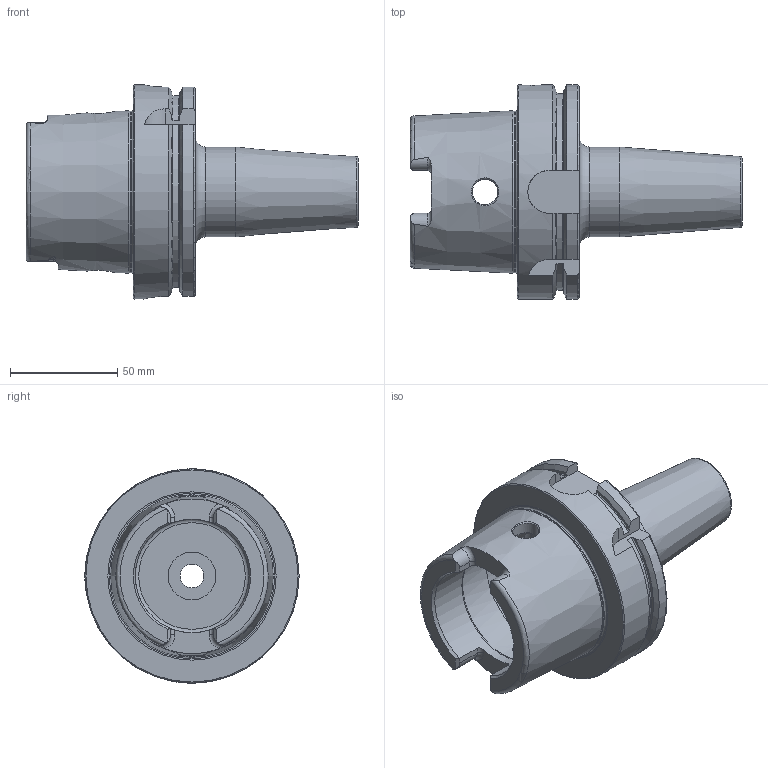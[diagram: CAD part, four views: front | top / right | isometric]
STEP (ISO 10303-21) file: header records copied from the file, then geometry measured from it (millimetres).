
FILE_DESCRIPTION(/* description */ (''),/* implementation_level */ '2;1');
FILE_NAME(/* name */ '04-1029-HSK100A-SFH19.05C-4.13.stp',/* time_stamp */ '2023-11-08T11:30:22+09:00',/* author */ ('YSH'),/* organization */ (''),/* preprocessor_version */ 'ST-DEVELOPER v19.2',/* originating_system */ 'Autodesk Inventor 2024',/* authorisation */ '');
FILE_SCHEMA (('AUTOMOTIVE_DESIGN { 1 0 10303 214 3 1 1 }'));
Length unit declared in the file: millimetre
Products named in the file (1): LO-HSK100A-SFH19.05C-4.13
Bounding box: 155 x 100 x 100 mm (x, y, z)
Volume: 324468 mm3; surface area: 62999.4 mm2
Topology: 1 solids, 1 shells, 120 faces, 320 edges, 207 vertices
Faces by surface type: plane 38, cylinder 37, torus 26, cone 17, bspline 2
Full cylindrical faces by diameter (mm): 2.5 x2, 10 x1, 11 x1, 12 x2, 14.917 x1, 19.05 x1, 20.25 x1, 22.376 x1, 25 x1, 42 x1, 53 x2, 63 x1, 75.415 x1, 100 x1
Entity records: 4542 total; most frequent: CARTESIAN_POINT 1524, ORIENTED_EDGE 636, DIRECTION 631, EDGE_CURVE 318, AXIS2_PLACEMENT_3D 262, VERTEX_POINT 207, EDGE_LOOP 133, CIRCLE 133
